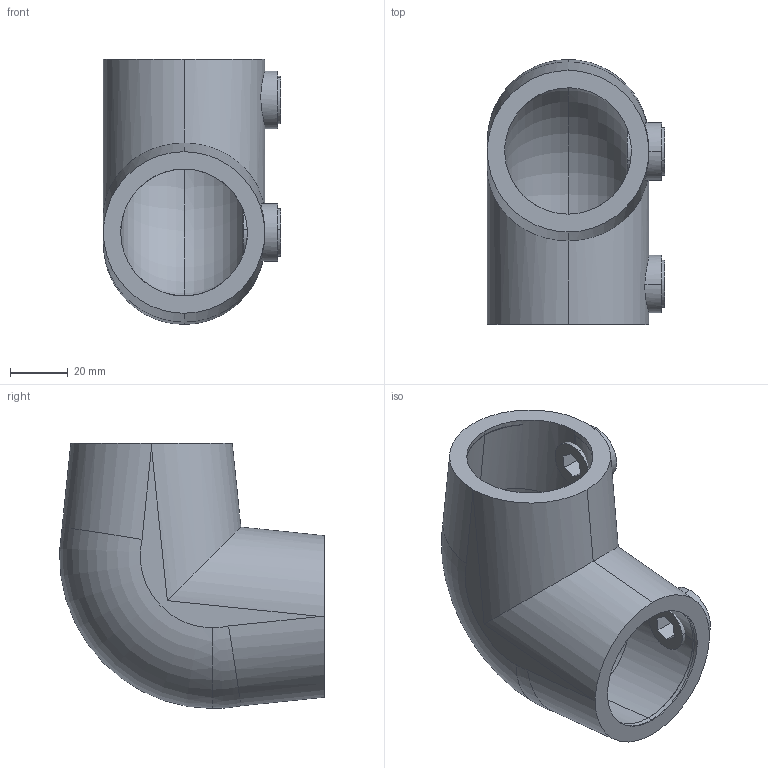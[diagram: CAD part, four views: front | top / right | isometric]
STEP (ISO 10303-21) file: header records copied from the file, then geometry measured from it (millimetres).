
FILE_DESCRIPTION (( 'STEP AP203' ), '1' );
FILE_NAME ('154-C42.step', '2015-09-17T16:23:11', ( '' ), ( '' ), 'SwSTEP 2.0', 'SolidWorks 2015', '' );
FILE_SCHEMA (( 'CONFIG_CONTROL_DESIGN' ));
Length unit declared in the file: millimetre
Products named in the file (3): 154-C42 Teil1_zeichnung; 154-C42 Teil2_zeichnung; 154-C42
Assembly tree (3 placements, depth 2):
  154-C42
    154-C42 Teil1_zeichnung
    154-C42 Teil2_zeichnung  x2
Bounding box: 61.5 x 91.9 x 91.92 mm (x, y, z)
Volume: 114436.6 mm3; surface area: 42641.5 mm2
Topology: 3 solids, 3 shells, 74 faces, 200 edges, 130 vertices
Faces by surface type: cylinder 36, plane 32, torus 6
Entity records: 2946 total; most frequent: CARTESIAN_POINT 1099, ORIENTED_EDGE 352, DIRECTION 295, EDGE_CURVE 176, VERTEX_POINT 114, AXIS2_PLACEMENT_3D 112, LINE 71, VECTOR 71
